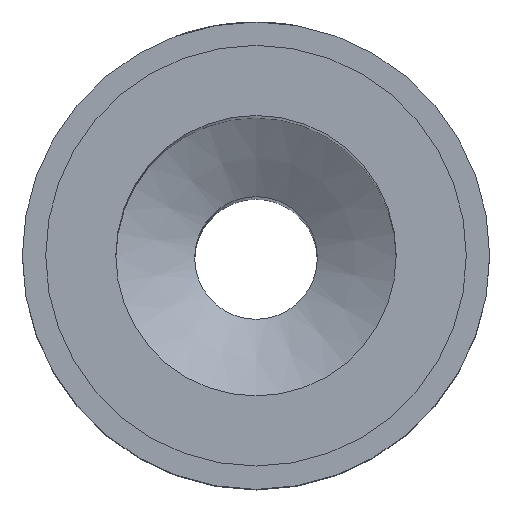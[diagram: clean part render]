
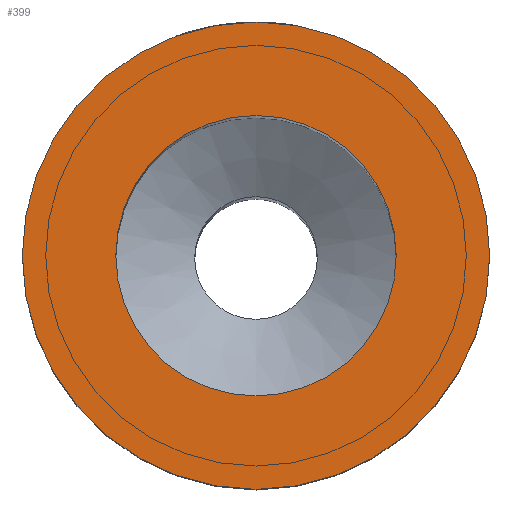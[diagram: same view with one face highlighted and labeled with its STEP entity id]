
A CAD part, top view. The second image highlights one B-rep face of the part: STEP entity #399.
In plain terms, the highlighted planar face has unit normal (0, 0, 1).
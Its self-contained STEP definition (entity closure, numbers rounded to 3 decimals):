
#399=ADVANCED_FACE('',(#674,#675),#544,.T.);
#544=PLANE('',#3482);
#674=FACE_BOUND('',#751,.T.);
#675=FACE_BOUND('',#752,.T.);
#751=EDGE_LOOP('',(#1018));
#752=EDGE_LOOP('',(#1019));
#1018=ORIENTED_EDGE('',*,*,#1977,.T.);
#1019=ORIENTED_EDGE('',*,*,#1919,.F.);
#1668=VERTEX_POINT('',#4887);
#1726=VERTEX_POINT('',#5203);
#1919=EDGE_CURVE('',#1668,#1668,#2303,.T.);
#1977=EDGE_CURVE('',#1726,#1726,#2330,.T.);
#2303=CIRCLE('',#3440,2.);
#2330=CIRCLE('',#3480,1.2);
#3440=AXIS2_PLACEMENT_3D('',#4886,#3859,#3860);
#3480=AXIS2_PLACEMENT_3D('',#5202,#3956,#3957);
#3482=AXIS2_PLACEMENT_3D('',#5205,#3960,#3961);
#3859=DIRECTION('',(0.,0.,-1.));
#3860=DIRECTION('',(0.,1.,0.));
#3956=DIRECTION('',(0.,0.,-1.));
#3957=DIRECTION('',(0.,1.,0.));
#3960=DIRECTION('',(0.,0.,1.));
#3961=DIRECTION('',(0.,1.,0.));
#4886=CARTESIAN_POINT('',(0.,0.,12.5));
#4887=CARTESIAN_POINT('',(0.,2.,12.5));
#5202=CARTESIAN_POINT('',(0.,0.,12.5));
#5203=CARTESIAN_POINT('',(0.,1.2,12.5));
#5205=CARTESIAN_POINT('',(2.2,-2.2,12.5));
